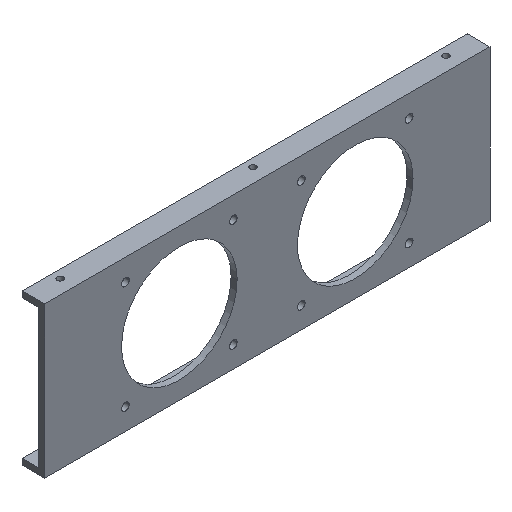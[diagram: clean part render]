
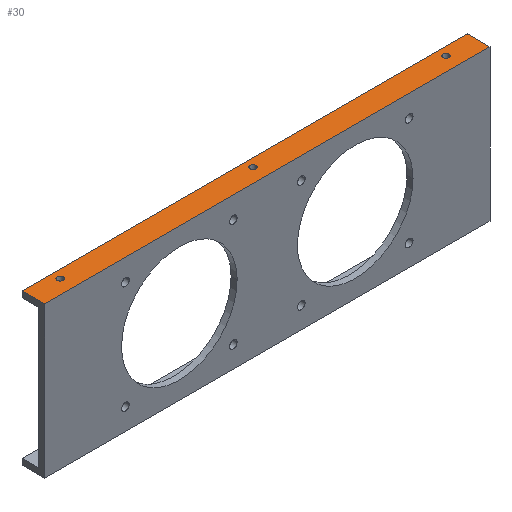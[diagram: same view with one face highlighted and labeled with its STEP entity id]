
A CAD part, isometric view. The second image highlights one B-rep face of the part: STEP entity #30.
In plain terms, the highlighted free-form (B-spline) face has degree [1, 1] with [2, 2] control points.
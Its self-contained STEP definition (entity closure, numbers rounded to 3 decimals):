
#30=ADVANCED_FACE($,(#104,#82,#83,#84),#672,.T.);
#82=FACE_BOUND($,#173,.T.);
#83=FACE_BOUND($,#174,.T.);
#84=FACE_BOUND($,#175,.T.);
#104=FACE_OUTER_BOUND($,#172,.T.);
#172=EDGE_LOOP($,(#328,#329,#330,#331));
#173=EDGE_LOOP($,(#332,#333));
#174=EDGE_LOOP($,(#334,#335));
#175=EDGE_LOOP($,(#336,#337));
#328=ORIENTED_EDGE($,*,*,#495,.T.);
#329=ORIENTED_EDGE($,*,*,#455,.F.);
#330=ORIENTED_EDGE($,*,*,#494,.F.);
#331=ORIENTED_EDGE($,*,*,#492,.F.);
#332=ORIENTED_EDGE($,*,*,#500,.T.);
#333=ORIENTED_EDGE($,*,*,#550,.T.);
#334=ORIENTED_EDGE($,*,*,#506,.T.);
#335=ORIENTED_EDGE($,*,*,#556,.T.);
#336=ORIENTED_EDGE($,*,*,#512,.T.);
#337=ORIENTED_EDGE($,*,*,#562,.T.);
#455=EDGE_CURVE($,#567,#571,#721,.T.);
#492=EDGE_CURVE($,#596,#592,#758,.T.);
#494=EDGE_CURVE($,#592,#567,#760,.T.);
#495=EDGE_CURVE($,#596,#571,#761,.T.);
#500=EDGE_CURVE($,#602,#634,#688,.T.);
#506=EDGE_CURVE($,#606,#638,#692,.T.);
#512=EDGE_CURVE($,#610,#642,#696,.T.);
#550=EDGE_CURVE($,#634,#602,#700,.T.);
#556=EDGE_CURVE($,#638,#606,#704,.T.);
#562=EDGE_CURVE($,#642,#610,#708,.T.);
#567=VERTEX_POINT($,#1871);
#571=VERTEX_POINT($,#1875);
#592=VERTEX_POINT($,#1896);
#596=VERTEX_POINT($,#1900);
#602=VERTEX_POINT($,#1906);
#606=VERTEX_POINT($,#1910);
#610=VERTEX_POINT($,#1914);
#634=VERTEX_POINT($,#1938);
#638=VERTEX_POINT($,#1942);
#642=VERTEX_POINT($,#1946);
#672=B_SPLINE_SURFACE_WITH_KNOTS($,1,1,((#1596,#1597),(#1598,#1599)),.UNSPECIFIED.,
.F.,.F.,.F.,(2,2),(2,2),(512.77,527.77),(380.589,
675.589),.UNSPECIFIED.);
#688=(
BOUNDED_CURVE()
B_SPLINE_CURVE(2,(#1130,#1131,#1132,#1133,#1134),.UNSPECIFIED.,.F.,.F.)
B_SPLINE_CURVE_WITH_KNOTS((3,2,3),(-12.563,-9.422,-6.281),
.UNSPECIFIED.)
CURVE()
GEOMETRIC_REPRESENTATION_ITEM()
RATIONAL_B_SPLINE_CURVE((1.,0.707,1.,0.707,1.))
REPRESENTATION_ITEM($)
);
#692=(
BOUNDED_CURVE()
B_SPLINE_CURVE(2,(#1154,#1155,#1156,#1157,#1158),.UNSPECIFIED.,.F.,.F.)
B_SPLINE_CURVE_WITH_KNOTS((3,2,3),(-12.563,-9.422,-6.281),
.UNSPECIFIED.)
CURVE()
GEOMETRIC_REPRESENTATION_ITEM()
RATIONAL_B_SPLINE_CURVE((1.,0.707,1.,0.707,1.))
REPRESENTATION_ITEM($)
);
#696=(
BOUNDED_CURVE()
B_SPLINE_CURVE(2,(#1178,#1179,#1180,#1181,#1182),.UNSPECIFIED.,.F.,.F.)
B_SPLINE_CURVE_WITH_KNOTS((3,2,3),(-12.563,-9.422,-6.281),
.UNSPECIFIED.)
CURVE()
GEOMETRIC_REPRESENTATION_ITEM()
RATIONAL_B_SPLINE_CURVE((1.,0.707,1.,0.707,1.))
REPRESENTATION_ITEM($)
);
#700=(
BOUNDED_CURVE()
B_SPLINE_CURVE(2,(#1378,#1379,#1380,#1381,#1382),.UNSPECIFIED.,.F.,.F.)
B_SPLINE_CURVE_WITH_KNOTS((3,2,3),(-6.281,-3.141,0.),
.UNSPECIFIED.)
CURVE()
GEOMETRIC_REPRESENTATION_ITEM()
RATIONAL_B_SPLINE_CURVE((1.,0.707,1.,0.707,1.))
REPRESENTATION_ITEM($)
);
#704=(
BOUNDED_CURVE()
B_SPLINE_CURVE(2,(#1402,#1403,#1404,#1405,#1406),.UNSPECIFIED.,.F.,.F.)
B_SPLINE_CURVE_WITH_KNOTS((3,2,3),(-6.281,-3.141,0.),
.UNSPECIFIED.)
CURVE()
GEOMETRIC_REPRESENTATION_ITEM()
RATIONAL_B_SPLINE_CURVE((1.,0.707,1.,0.707,1.))
REPRESENTATION_ITEM($)
);
#708=(
BOUNDED_CURVE()
B_SPLINE_CURVE(2,(#1426,#1427,#1428,#1429,#1430),.UNSPECIFIED.,.F.,.F.)
B_SPLINE_CURVE_WITH_KNOTS((3,2,3),(-6.281,-3.141,0.),
.UNSPECIFIED.)
CURVE()
GEOMETRIC_REPRESENTATION_ITEM()
RATIONAL_B_SPLINE_CURVE((1.,0.707,1.,0.707,1.))
REPRESENTATION_ITEM($)
);
#721=B_SPLINE_CURVE_WITH_KNOTS($,1,(#922,#923),.UNSPECIFIED.,.F.,.F.,(2,
2),(0.,295.),.UNSPECIFIED.);
#758=B_SPLINE_CURVE_WITH_KNOTS($,3,(#1104,#1105,#1106,#1107),.UNSPECIFIED.,
.F.,.F.,(4,4),(0.,295.),.UNSPECIFIED.);
#760=B_SPLINE_CURVE_WITH_KNOTS($,1,(#1112,#1113),.UNSPECIFIED.,.F.,.F.,(2,
2),(15.,30.),.UNSPECIFIED.);
#761=B_SPLINE_CURVE_WITH_KNOTS($,1,(#1114,#1115),.UNSPECIFIED.,.F.,.F.,(2,
2),(15.,30.),.UNSPECIFIED.);
#922=CARTESIAN_POINT($,(147.5,0.,100.));
#923=CARTESIAN_POINT($,(-147.5,0.,100.));
#1104=CARTESIAN_POINT($,(-147.5,15.,100.));
#1105=CARTESIAN_POINT($,(-49.167,15.,100.));
#1106=CARTESIAN_POINT($,(49.167,15.,100.));
#1107=CARTESIAN_POINT($,(147.5,15.,100.));
#1112=CARTESIAN_POINT($,(147.5,15.,100.));
#1113=CARTESIAN_POINT($,(147.5,0.,100.));
#1114=CARTESIAN_POINT($,(-147.5,15.,100.));
#1115=CARTESIAN_POINT($,(-147.5,0.,100.));
#1130=CARTESIAN_POINT($,(129.787,9.393,100.));
#1131=CARTESIAN_POINT($,(129.787,7.393,100.));
#1132=CARTESIAN_POINT($,(127.787,7.393,100.));
#1133=CARTESIAN_POINT($,(125.787,7.393,100.));
#1134=CARTESIAN_POINT($,(125.787,9.393,100.));
#1154=CARTESIAN_POINT($,(2.002,9.393,100.));
#1155=CARTESIAN_POINT($,(2.002,7.393,100.));
#1156=CARTESIAN_POINT($,(0.002,7.393,100.));
#1157=CARTESIAN_POINT($,(-1.998,7.393,100.));
#1158=CARTESIAN_POINT($,(-1.998,9.393,100.));
#1178=CARTESIAN_POINT($,(-125.788,9.393,100.));
#1179=CARTESIAN_POINT($,(-125.788,7.393,100.));
#1180=CARTESIAN_POINT($,(-127.788,7.393,100.));
#1181=CARTESIAN_POINT($,(-129.788,7.393,100.));
#1182=CARTESIAN_POINT($,(-129.788,9.393,100.));
#1378=CARTESIAN_POINT($,(125.787,9.393,100.));
#1379=CARTESIAN_POINT($,(125.787,11.393,100.));
#1380=CARTESIAN_POINT($,(127.787,11.393,100.));
#1381=CARTESIAN_POINT($,(129.787,11.393,100.));
#1382=CARTESIAN_POINT($,(129.787,9.393,100.));
#1402=CARTESIAN_POINT($,(-1.998,9.393,100.));
#1403=CARTESIAN_POINT($,(-1.998,11.393,100.));
#1404=CARTESIAN_POINT($,(0.002,11.393,100.));
#1405=CARTESIAN_POINT($,(2.002,11.393,100.));
#1406=CARTESIAN_POINT($,(2.002,9.393,100.));
#1426=CARTESIAN_POINT($,(-129.788,9.393,100.));
#1427=CARTESIAN_POINT($,(-129.788,11.393,100.));
#1428=CARTESIAN_POINT($,(-127.788,11.393,100.));
#1429=CARTESIAN_POINT($,(-125.788,11.393,100.));
#1430=CARTESIAN_POINT($,(-125.788,9.393,100.));
#1596=CARTESIAN_POINT($,(147.5,0.,100.));
#1597=CARTESIAN_POINT($,(-147.5,0.,100.));
#1598=CARTESIAN_POINT($,(147.5,15.,100.));
#1599=CARTESIAN_POINT($,(-147.5,15.,100.));
#1871=CARTESIAN_POINT($,(147.5,0.,100.));
#1875=CARTESIAN_POINT($,(-147.5,0.,100.));
#1896=CARTESIAN_POINT($,(147.5,15.,100.));
#1900=CARTESIAN_POINT($,(-147.5,15.,100.));
#1906=CARTESIAN_POINT($,(129.787,9.393,100.));
#1910=CARTESIAN_POINT($,(2.002,9.393,100.));
#1914=CARTESIAN_POINT($,(-125.788,9.393,100.));
#1938=CARTESIAN_POINT($,(125.787,9.393,100.));
#1942=CARTESIAN_POINT($,(-1.998,9.393,100.));
#1946=CARTESIAN_POINT($,(-129.788,9.393,100.));
